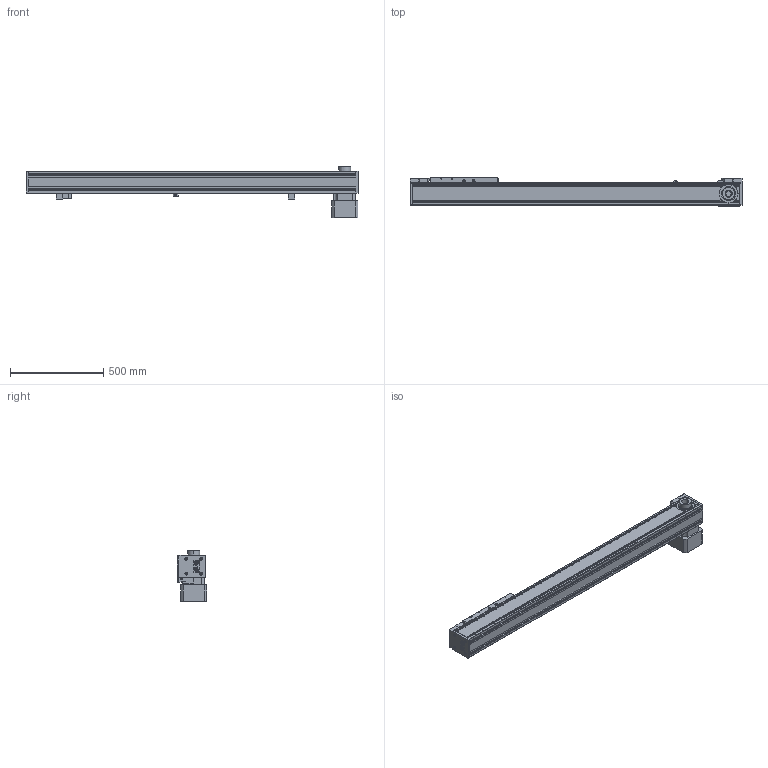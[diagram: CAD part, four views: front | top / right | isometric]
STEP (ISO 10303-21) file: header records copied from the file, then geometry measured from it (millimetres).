
FILE_DESCRIPTION((''),'2;1');
FILE_NAME('AXC120-ZPLK_-W35-1200-1780','2008-04-17T',(''),(''),'PRO/ENGINEER BY PARAMETRIC TECHNOLOGY CORPORATION, 2004280','PRO/ENGINEER BY PARAMETRIC TECHNOLOGY CORPORATION, 2004280','');
FILE_SCHEMA(('AUTOMOTIVE_DESIGN { 1 2 10303 214 0 1 1 1 }'));
Length unit declared in the file: millimetre
Products named in the file (6): AXC120-ZPLK_-W35-1200-1780_01; AXC120-ZPLK_-W35-1200-1780_02; AXC120-ZPLK_-W35-1200-1780_03; AXC120-ZPLK_-W35-1200-1780_04; AXC120-ZPLK_-W35-1200-1780_05; AXC120-ZPLK_-W35-1200-1780
Assembly tree (5 placements, depth 2):
  AXC120-ZPLK_-W35-1200-1780
    AXC120-ZPLK_-W35-1200-1780_01
    AXC120-ZPLK_-W35-1200-1780_02
    AXC120-ZPLK_-W35-1200-1780_03
    AXC120-ZPLK_-W35-1200-1780_04
    AXC120-ZPLK_-W35-1200-1780_05
Bounding box: 1780 x 157.51 x 274 mm (x, y, z)
Volume: 27849499.3 mm3; surface area: 1674699.3 mm2
Topology: 6 solids, 7 shells, 2202 faces, 6034 edges, 3930 vertices
Faces by surface type: cylinder 1058, plane 900, cone 172, torus 64, sphere 8
Entity records: 79196 total; most frequent: CARTESIAN_POINT 21754, DIRECTION 12462, ORIENTED_EDGE 12020, EDGE_CURVE 6010, AXIS2_PLACEMENT_3D 4691, VERTEX_POINT 3930, VECTOR 3080, LINE 3080
